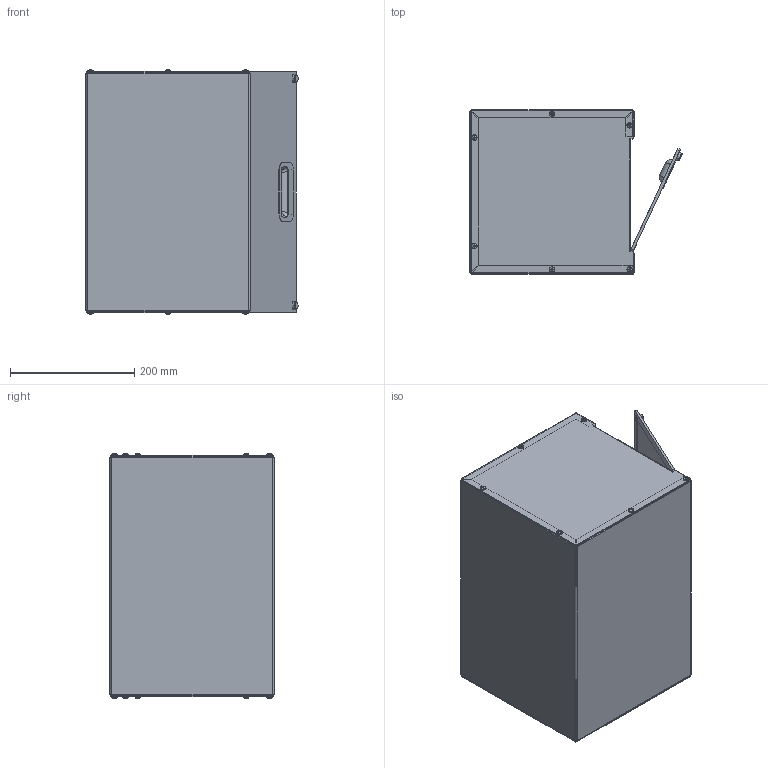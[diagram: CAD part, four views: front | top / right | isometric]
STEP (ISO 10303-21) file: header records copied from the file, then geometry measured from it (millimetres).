
FILE_DESCRIPTION(('FreeCAD Model'),'2;1');
FILE_NAME('Open CASCADE Shape Model','2025-04-29T23:34:22',('FreeCAD'),( 'FreeCAD'),'Open CASCADE STEP processor 7.6','FreeCAD','Unknown');
FILE_SCHEMA(('AUTOMOTIVE_DESIGN { 1 0 10303 214 1 1 1 1 }'));
Length unit declared in the file: millimetre
Products named in the file (1): Open CASCADE STEP translator 7.6 1
Bounding box: 340.75 x 263.66 x 393.87 mm (x, y, z)
Volume: 764611.1 mm3; surface area: 1239489 mm2
Topology: 20 solids, 21 shells, 799 faces, 1918 edges, 1152 vertices
Faces by surface type: bspline 799
Entity records: 23346 total; most frequent: CARTESIAN_POINT 12525, ORIENTED_EDGE 3772, EDGE_CURVE 1886, VERTEX_POINT 1152, B_SPLINE_CURVE_WITH_KNOTS 962, FACE_BOUND 884, EDGE_LOOP 884, ADVANCED_FACE 799
